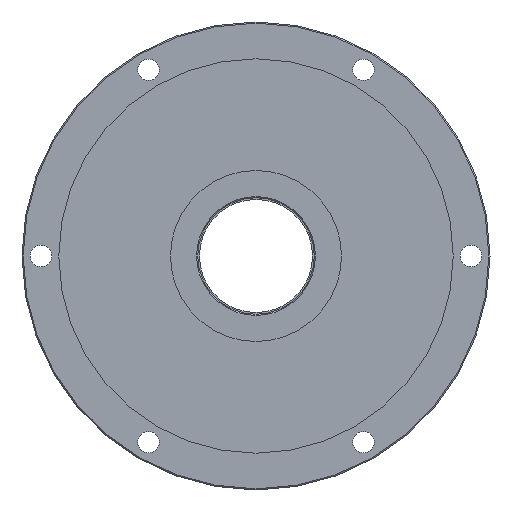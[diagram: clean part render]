
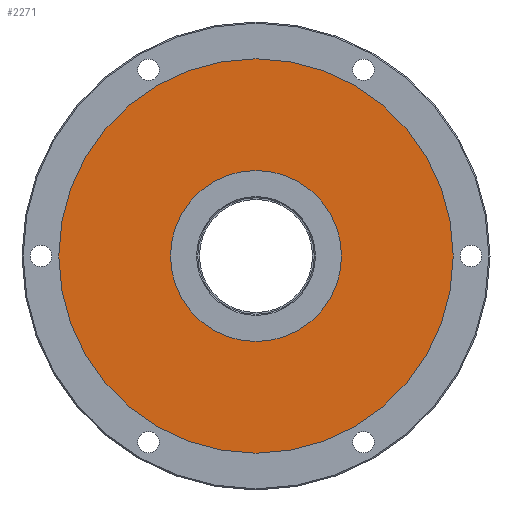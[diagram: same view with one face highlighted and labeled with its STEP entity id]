
A CAD part, left-side view. The second image highlights one B-rep face of the part: STEP entity #2271.
In plain terms, the highlighted planar face has unit normal (-1, 0, 0).
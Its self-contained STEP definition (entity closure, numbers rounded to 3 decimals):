
#159 = DIRECTION ( 'NONE',  ( 0., -1., 0. ) ) ;
#268 = DIRECTION ( 'NONE',  ( -1., 0., 0. ) ) ;
#505 = EDGE_CURVE ( 'NONE', #10525, #18158, #10602, .T. ) ;
#2271 = ADVANCED_FACE ( 'NONE', ( #22277, #16492 ), #11165, .F. ) ;
#3082 = EDGE_CURVE ( 'NONE', #18158, #10525, #19017, .T. ) ;
#3539 = CARTESIAN_POINT ( 'NONE',  ( -121.091, 110.997, 0. ) ) ;
#3754 = DIRECTION ( 'NONE',  ( 0., -1., 0. ) ) ;
#4116 = ORIENTED_EDGE ( 'NONE', *, *, #9047, .T. ) ;
#4330 = DIRECTION ( 'NONE',  ( 0., 1., 0. ) ) ;
#5441 = AXIS2_PLACEMENT_3D ( 'NONE', #11606, #18690, #4330 ) ;
#5967 = CIRCLE ( 'NONE', #11179, 83. ) ;
#8072 = CARTESIAN_POINT ( 'NONE',  ( -121.091, 27.997, 0. ) ) ;
#8185 = VERTEX_POINT ( 'NONE', #3539 ) ;
#8571 = DIRECTION ( 'NONE',  ( 0., -1., 0. ) ) ;
#8574 = ORIENTED_EDGE ( 'NONE', *, *, #20462, .T. ) ;
#9047 = EDGE_CURVE ( 'NONE', #8185, #14763, #20452, .T. ) ;
#9925 = CARTESIAN_POINT ( 'NONE',  ( -121.091, -55.003, 0. ) ) ;
#10104 = CARTESIAN_POINT ( 'NONE',  ( -121.091, 27.997, 0. ) ) ;
#10109 = ORIENTED_EDGE ( 'NONE', *, *, #505, .F. ) ;
#10525 = VERTEX_POINT ( 'NONE', #15577 ) ;
#10602 = CIRCLE ( 'NONE', #21331, 36. ) ;
#11165 = PLANE ( 'NONE',  #5441 ) ;
#11179 = AXIS2_PLACEMENT_3D ( 'NONE', #16141, #268, #159 ) ;
#11365 = ORIENTED_EDGE ( 'NONE', *, *, #3082, .F. ) ;
#11606 = CARTESIAN_POINT ( 'NONE',  ( -121.091, 110.997, 0. ) ) ;
#11831 = DIRECTION ( 'NONE',  ( -1., 0., 0. ) ) ;
#12324 = DIRECTION ( 'NONE',  ( -1., 0., 0. ) ) ;
#12525 = DIRECTION ( 'NONE',  ( -1., 0., 0. ) ) ;
#13617 = EDGE_LOOP ( 'NONE', ( #8574, #4116 ) ) ;
#14763 = VERTEX_POINT ( 'NONE', #9925 ) ;
#15384 = CARTESIAN_POINT ( 'NONE',  ( -121.091, 63.997, 0. ) ) ;
#15577 = CARTESIAN_POINT ( 'NONE',  ( -121.091, -8.003, 0. ) ) ;
#16141 = CARTESIAN_POINT ( 'NONE',  ( -121.091, 27.997, 0. ) ) ;
#16492 = FACE_OUTER_BOUND ( 'NONE', #13617, .T. ) ;
#17416 = EDGE_LOOP ( 'NONE', ( #10109, #11365 ) ) ;
#18158 = VERTEX_POINT ( 'NONE', #15384 ) ;
#18651 = AXIS2_PLACEMENT_3D ( 'NONE', #21348, #12525, #3754 ) ;
#18690 = DIRECTION ( 'NONE',  ( 1., 0., 0. ) ) ;
#19017 = CIRCLE ( 'NONE', #18651, 36. ) ;
#19416 = DIRECTION ( 'NONE',  ( 0., -1., 0. ) ) ;
#20452 = CIRCLE ( 'NONE', #20829, 83. ) ;
#20462 = EDGE_CURVE ( 'NONE', #14763, #8185, #5967, .T. ) ;
#20829 = AXIS2_PLACEMENT_3D ( 'NONE', #8072, #12324, #19416 ) ;
#21331 = AXIS2_PLACEMENT_3D ( 'NONE', #10104, #11831, #8571 ) ;
#21348 = CARTESIAN_POINT ( 'NONE',  ( -121.091, 27.997, 0. ) ) ;
#22277 = FACE_BOUND ( 'NONE', #17416, .T. ) ;
